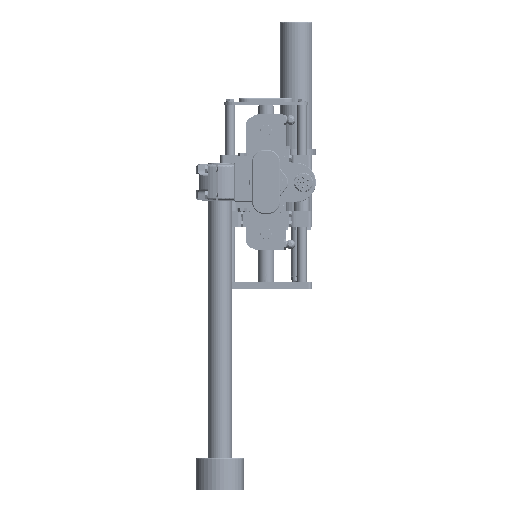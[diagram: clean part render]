
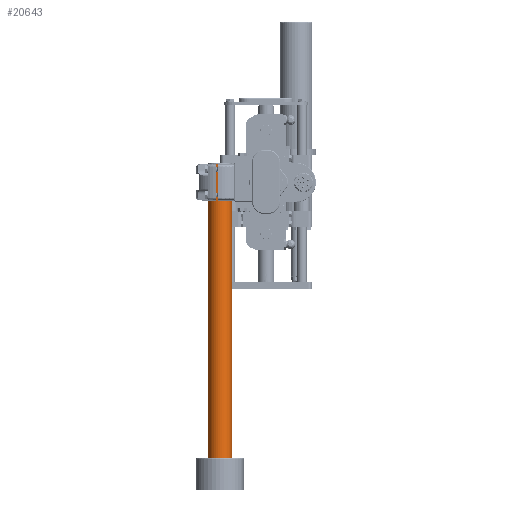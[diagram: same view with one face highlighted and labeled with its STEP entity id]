
A CAD part, top view. The second image highlights one B-rep face of the part: STEP entity #20643.
In plain terms, the highlighted cylindrical face has radius 15 mm (diameter 30 mm), a full revolution.
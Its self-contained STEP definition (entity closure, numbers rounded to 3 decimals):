
#2214 = EDGE_CURVE ( 'NONE', #33525, #33525, #60478, .T. ) ;
#5076 = CARTESIAN_POINT ( 'NONE',  ( -1., 0., 15. ) ) ;
#6226 = VERTEX_POINT ( 'NONE', #5076 ) ;
#16457 = CARTESIAN_POINT ( 'NONE',  ( -96.259, 0., 0. ) ) ;
#20643 = ADVANCED_FACE ( 'NONE', ( #69720, #60946 ), #96598, .T. ) ;
#22608 = DIRECTION ( 'NONE',  ( 0., 0., 1. ) ) ;
#22740 = ORIENTED_EDGE ( 'NONE', *, *, #2214, .F. ) ;
#24713 = EDGE_LOOP ( 'NONE', ( #52415 ) ) ;
#28673 = DIRECTION ( 'NONE',  ( 0., 0., 1. ) ) ;
#33525 = VERTEX_POINT ( 'NONE', #104848 ) ;
#34509 = CARTESIAN_POINT ( 'NONE',  ( -1., 0., 0. ) ) ;
#43407 = DIRECTION ( 'NONE',  ( -1., 0., 0. ) ) ;
#44717 = EDGE_CURVE ( 'NONE', #6226, #6226, #71159, .T. ) ;
#51161 = AXIS2_PLACEMENT_3D ( 'NONE', #75247, #75803, #22608 ) ;
#52415 = ORIENTED_EDGE ( 'NONE', *, *, #44717, .T. ) ;
#60478 = CIRCLE ( 'NONE', #51161, 15. ) ;
#60946 = FACE_OUTER_BOUND ( 'NONE', #89193, .T. ) ;
#63198 = DIRECTION ( 'NONE',  ( -1., 0., 0. ) ) ;
#68493 = AXIS2_PLACEMENT_3D ( 'NONE', #16457, #43407, #28673 ) ;
#69720 = FACE_OUTER_BOUND ( 'NONE', #24713, .T. ) ;
#71159 = CIRCLE ( 'NONE', #87859, 15. ) ;
#75247 = CARTESIAN_POINT ( 'NONE',  ( -400., 0., 0. ) ) ;
#75803 = DIRECTION ( 'NONE',  ( -1., 0., 0. ) ) ;
#87859 = AXIS2_PLACEMENT_3D ( 'NONE', #34509, #63198, #98276 ) ;
#89193 = EDGE_LOOP ( 'NONE', ( #22740 ) ) ;
#96598 = CYLINDRICAL_SURFACE ( 'NONE', #68493, 15. ) ;
#98276 = DIRECTION ( 'NONE',  ( 0., 0., 1. ) ) ;
#104848 = CARTESIAN_POINT ( 'NONE',  ( -400., 0., 15. ) ) ;
